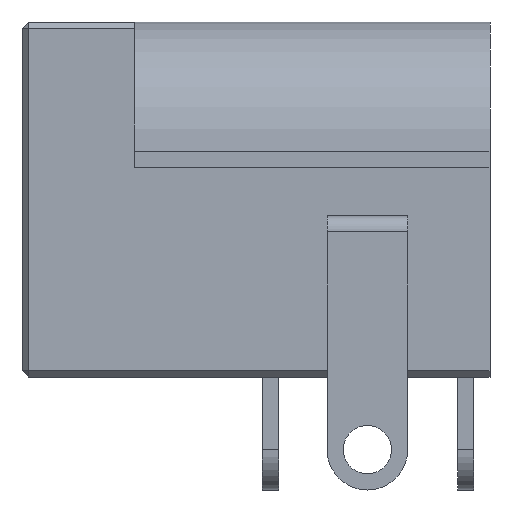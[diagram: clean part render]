
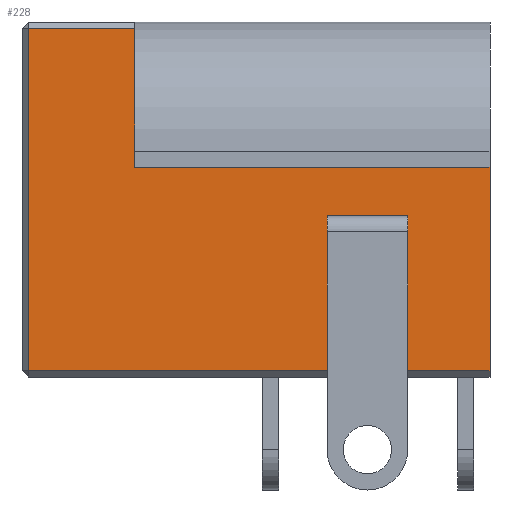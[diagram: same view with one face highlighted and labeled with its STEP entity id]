
A CAD part, left-side view. The second image highlights one B-rep face of the part: STEP entity #228.
In plain terms, the highlighted planar face has unit normal (-1, 0, 0).
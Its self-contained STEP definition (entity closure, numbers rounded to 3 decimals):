
#228=ADVANCED_FACE('',(#846),#848,.T.);
#846=FACE_BOUND('',#847,.T.);
#847=EDGE_LOOP('',(#1368,#1369,#1370,#1371,#1372,#1373));
#848=PLANE('',#849);
#849=AXIS2_PLACEMENT_3D('',#850,#851,#852);
#850=CARTESIAN_POINT('',(-4.5,-14.5,-5.5));
#851=DIRECTION('',(-1.,0.,0.));
#852=DIRECTION('',(0.,0.,1.));
#1368=ORIENTED_EDGE('',*,*,#1629,.F.);
#1369=ORIENTED_EDGE('',*,*,#1630,.F.);
#1370=ORIENTED_EDGE('',*,*,#1590,.T.);
#1371=ORIENTED_EDGE('',*,*,#1627,.T.);
#1372=ORIENTED_EDGE('',*,*,#1631,.T.);
#1373=ORIENTED_EDGE('',*,*,#1632,.T.);
#1590=EDGE_CURVE('',#1747,#1745,#1748,.T.);
#1627=EDGE_CURVE('',#1745,#1807,#1808,.F.);
#1629=EDGE_CURVE('',#1810,#1811,#1812,.T.);
#1630=EDGE_CURVE('',#1747,#1810,#1813,.T.);
#1631=EDGE_CURVE('',#1807,#1814,#1815,.T.);
#1632=EDGE_CURVE('',#1814,#1811,#1816,.T.);
#1745=VERTEX_POINT('',#2009);
#1747=VERTEX_POINT('',#2013);
#1748=LINE('',#2014,#2015);
#1807=VERTEX_POINT('',#2153);
#1808=LINE('',#2154,#2155);
#1810=VERTEX_POINT('',#2160);
#1811=VERTEX_POINT('',#2161);
#1812=LINE('',#2162,#2163);
#1813=LINE('',#2165,#2166);
#1814=VERTEX_POINT('',#2168);
#1815=LINE('',#2169,#2170);
#1816=LINE('',#2172,#2173);
#2009=CARTESIAN_POINT('',(-4.5,-14.5,1.));
#2013=CARTESIAN_POINT('',(-4.5,-14.5,-5.3));
#2014=CARTESIAN_POINT('',(-4.5,-14.5,-5.3));
#2015=VECTOR('',#2016,1.);
#2016=DIRECTION('',(0.,0.,1.));
#2153=CARTESIAN_POINT('',(-4.5,-3.5,1.));
#2154=CARTESIAN_POINT('',(-4.5,-3.5,1.));
#2155=VECTOR('',#2156,1.);
#2156=DIRECTION('',(0.,-1.,0.));
#2160=CARTESIAN_POINT('',(-4.5,-0.2,-5.3));
#2161=CARTESIAN_POINT('',(-4.5,-0.2,5.3));
#2162=CARTESIAN_POINT('',(-4.5,-0.2,-5.3));
#2163=VECTOR('',#2164,1.);
#2164=DIRECTION('',(0.,0.,1.));
#2165=CARTESIAN_POINT('',(-4.5,-14.5,-5.3));
#2166=VECTOR('',#2167,1.);
#2167=DIRECTION('',(0.,1.,0.));
#2168=CARTESIAN_POINT('',(-4.5,-3.5,5.3));
#2169=CARTESIAN_POINT('',(-4.5,-3.5,1.));
#2170=VECTOR('',#2171,1.);
#2171=DIRECTION('',(0.,0.,1.));
#2172=CARTESIAN_POINT('',(-4.5,-3.5,5.3));
#2173=VECTOR('',#2174,1.);
#2174=DIRECTION('',(0.,1.,0.));
